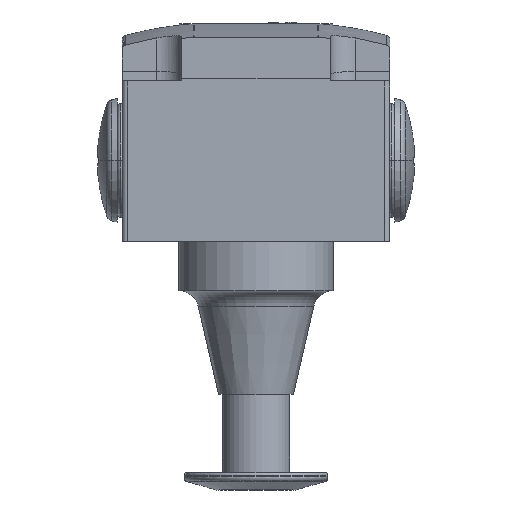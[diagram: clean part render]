
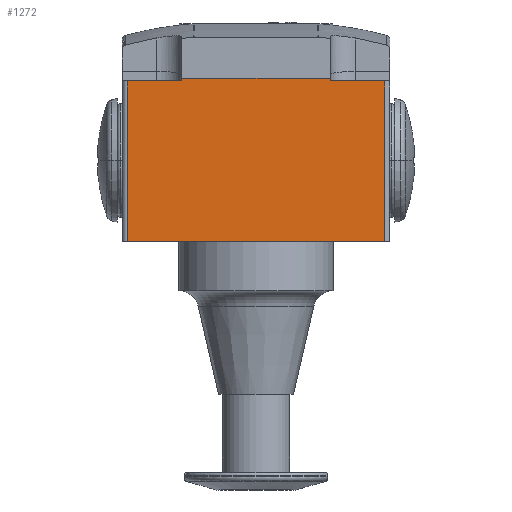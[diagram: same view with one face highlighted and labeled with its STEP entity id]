
A CAD part, front view. The second image highlights one B-rep face of the part: STEP entity #1272.
In plain terms, the highlighted planar face has unit normal (0, -1, 0).
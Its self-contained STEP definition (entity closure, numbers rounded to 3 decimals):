
#1272=ADVANCED_FACE('',(#2601),#2602,.T.);
#2601=FACE_OUTER_BOUND('',#4028,.T.);
#2602=PLANE('',#4029);
#4028=EDGE_LOOP('',(#7476,#7477,#7478,#7479,#7480,#7481,#7482,#7483));
#4029=AXIS2_PLACEMENT_3D('',#7484,#7485,#7486);
#7476=ORIENTED_EDGE('',*,*,#9771,.T.);
#7477=ORIENTED_EDGE('',*,*,#9960,.T.);
#7478=ORIENTED_EDGE('',*,*,#9967,.T.);
#7479=ORIENTED_EDGE('',*,*,#9969,.F.);
#7480=ORIENTED_EDGE('',*,*,#9535,.T.);
#7481=ORIENTED_EDGE('',*,*,#9970,.T.);
#7482=ORIENTED_EDGE('',*,*,#9951,.T.);
#7483=ORIENTED_EDGE('',*,*,#9941,.T.);
#7484=CARTESIAN_POINT('',(31.988,0.,50.2));
#7485=DIRECTION('',(0.0,-1.0,0.0));
#7486=DIRECTION('',(0.0,0.0,1.0));
#9535=EDGE_CURVE('',#11638,#11636,#11639,.T.);
#9771=EDGE_CURVE('',#11974,#11972,#11975,.T.);
#9941=EDGE_CURVE('',#12214,#11974,#12215,.T.);
#9951=EDGE_CURVE('',#12228,#12214,#12229,.T.);
#9960=EDGE_CURVE('',#11972,#12240,#12242,.T.);
#9967=EDGE_CURVE('',#12240,#12250,#12252,.T.);
#9969=EDGE_CURVE('',#11638,#12250,#12254,.T.);
#9970=EDGE_CURVE('',#11636,#12228,#12255,.T.);
#11636=VERTEX_POINT('',#14842);
#11638=VERTEX_POINT('',#14844);
#11639=LINE('',#14845,#14846);
#11972=VERTEX_POINT('',#15473);
#11974=VERTEX_POINT('',#15475);
#11975=LINE('',#15476,#15477);
#12214=VERTEX_POINT('',#15866);
#12215=LINE('',#15867,#15868);
#12228=VERTEX_POINT('',#15886);
#12229=LINE('',#15887,#15888);
#12240=VERTEX_POINT('',#15902);
#12242=LINE('',#15905,#15906);
#12250=VERTEX_POINT('',#15917);
#12252=LINE('',#15919,#15920);
#12254=LINE('',#15922,#15923);
#12255=LINE('',#15924,#15925);
#14842=CARTESIAN_POINT('',(57.988,0.,50.2));
#14844=CARTESIAN_POINT('',(5.988,0.,50.2));
#14845=CARTESIAN_POINT('',(5.988,0.,50.2));
#14846=VECTOR('',#18166,1.0);
#15473=CARTESIAN_POINT('',(16.988,0.,83.005));
#15475=CARTESIAN_POINT('',(46.988,0.,83.005));
#15476=CARTESIAN_POINT('',(31.988,0.,83.005));
#15477=VECTOR('',#18419,1.0);
#15866=CARTESIAN_POINT('',(46.988,0.,82.5));
#15867=CARTESIAN_POINT('',(46.988,0.,68.85));
#15868=VECTOR('',#18627,1.0);
#15886=CARTESIAN_POINT('',(57.988,0.,82.5));
#15887=CARTESIAN_POINT('',(43.035,0.,82.5));
#15888=VECTOR('',#18636,1.0);
#15902=CARTESIAN_POINT('',(16.988,0.,82.5));
#15905=CARTESIAN_POINT('',(16.988,0.,66.35));
#15906=VECTOR('',#18647,1.0);
#15917=CARTESIAN_POINT('',(5.988,0.,82.5));
#15919=CARTESIAN_POINT('',(20.941,0.,82.5));
#15920=VECTOR('',#18654,1.0);
#15922=CARTESIAN_POINT('',(5.988,0.,50.2));
#15923=VECTOR('',#18655,1.0);
#15924=CARTESIAN_POINT('',(57.988,0.,50.2));
#15925=VECTOR('',#18656,1.0);
#18166=DIRECTION('',(1.0,0.0,0.0));
#18419=DIRECTION('',(-1.0,-0.0,0.0));
#18627=DIRECTION('',(0.0,-0.0,1.0));
#18636=DIRECTION('',(-1.0,0.0,0.0));
#18647=DIRECTION('',(0.0,0.0,-1.0));
#18654=DIRECTION('',(-1.0,-0.0,0.0));
#18655=DIRECTION('',(0.0,0.0,1.0));
#18656=DIRECTION('',(0.0,0.0,1.0));
